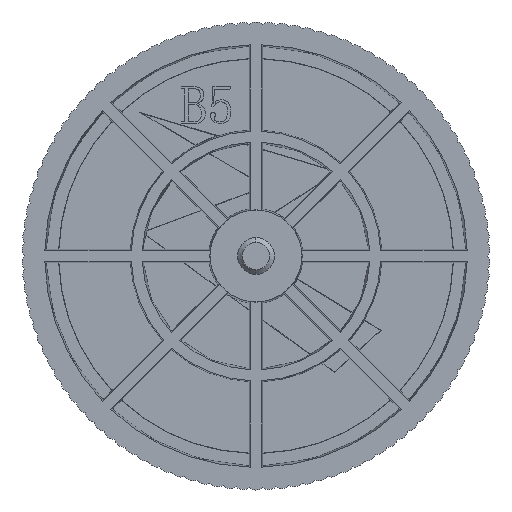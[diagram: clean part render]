
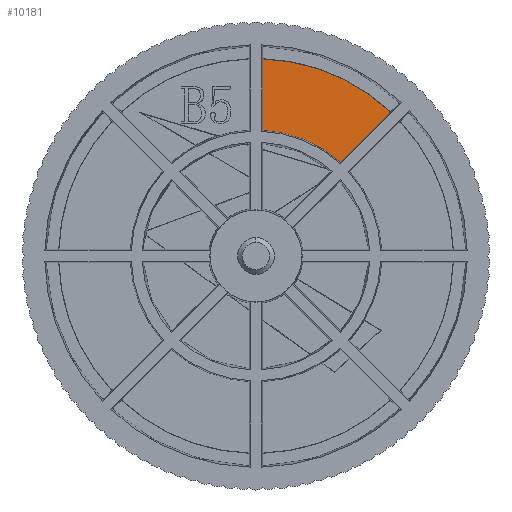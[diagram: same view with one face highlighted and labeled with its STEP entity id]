
A CAD part, front view. The second image highlights one B-rep face of the part: STEP entity #10181.
In plain terms, the highlighted planar face has unit normal (0, -1, 0).
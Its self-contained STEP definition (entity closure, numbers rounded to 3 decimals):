
#305 = CIRCLE ( 'NONE', #7151, 13.712 ) ;
#726 = CARTESIAN_POINT ( 'NONE',  ( 0.712, 30.4, 21.46 ) ) ;
#813 = VERTEX_POINT ( 'NONE', #726 ) ;
#1071 = ORIENTED_EDGE ( 'NONE', *, *, #11620, .F. ) ;
#1582 = VECTOR ( 'NONE', #4321, 1000. ) ;
#1856 = CARTESIAN_POINT ( 'NONE',  ( 0.712, 30.4, 13.693 ) ) ;
#1864 = DIRECTION ( 'NONE',  ( 0., 0., -1. ) ) ;
#1999 = CARTESIAN_POINT ( 'NONE',  ( -0.503, 30.4, 0.503 ) ) ;
#2351 = ORIENTED_EDGE ( 'NONE', *, *, #11375, .T. ) ;
#2752 = CARTESIAN_POINT ( 'NONE',  ( 0., 30.4, 0. ) ) ;
#3011 = CARTESIAN_POINT ( 'NONE',  ( 9.179, 30.4, 10.186 ) ) ;
#3030 = ORIENTED_EDGE ( 'NONE', *, *, #3212, .T. ) ;
#3212 = EDGE_CURVE ( 'NONE', #9810, #3993, #10337, .T. ) ;
#3993 = VERTEX_POINT ( 'NONE', #5941 ) ;
#4321 = DIRECTION ( 'NONE',  ( 0., 0., 1. ) ) ;
#4405 = EDGE_CURVE ( 'NONE', #9515, #813, #10947, .T. ) ;
#4939 = DIRECTION ( 'NONE',  ( 0., -1., 0. ) ) ;
#5557 = DIRECTION ( 'NONE',  ( 0., 0., -1. ) ) ;
#5941 = CARTESIAN_POINT ( 'NONE',  ( 14.671, 30.4, 15.678 ) ) ;
#6292 = DIRECTION ( 'NONE',  ( 0., -1., 0. ) ) ;
#6547 = DIRECTION ( 'NONE',  ( 0., -1., 0. ) ) ;
#7151 = AXIS2_PLACEMENT_3D ( 'NONE', #10080, #6292, #1864 ) ;
#7910 = CIRCLE ( 'NONE', #9279, 21.472 ) ;
#8153 = AXIS2_PLACEMENT_3D ( 'NONE', #2752, #6547, #5557 ) ;
#9279 = AXIS2_PLACEMENT_3D ( 'NONE', #10459, #4939, #10523 ) ;
#9467 = DIRECTION ( 'NONE',  ( 0.707, 0., 0.707 ) ) ;
#9486 = ORIENTED_EDGE ( 'NONE', *, *, #4405, .F. ) ;
#9515 = VERTEX_POINT ( 'NONE', #1856 ) ;
#9810 = VERTEX_POINT ( 'NONE', #3011 ) ;
#10080 = CARTESIAN_POINT ( 'NONE',  ( 0., 30.4, 0. ) ) ;
#10181 = ADVANCED_FACE ( 'NONE', ( #10408 ), #10281, .T. ) ;
#10281 = PLANE ( 'NONE',  #8153 ) ;
#10318 = EDGE_LOOP ( 'NONE', ( #9486, #1071, #3030, #2351 ) ) ;
#10337 = LINE ( 'NONE', #1999, #10357 ) ;
#10357 = VECTOR ( 'NONE', #9467, 1000. ) ;
#10408 = FACE_OUTER_BOUND ( 'NONE', #10318, .T. ) ;
#10459 = CARTESIAN_POINT ( 'NONE',  ( 0., 30.4, 0. ) ) ;
#10523 = DIRECTION ( 'NONE',  ( 0., 0., -1. ) ) ;
#10947 = LINE ( 'NONE', #11056, #1582 ) ;
#11056 = CARTESIAN_POINT ( 'NONE',  ( 0.712, 30.4, 0. ) ) ;
#11375 = EDGE_CURVE ( 'NONE', #3993, #813, #7910, .T. ) ;
#11620 = EDGE_CURVE ( 'NONE', #9810, #9515, #305, .T. ) ;
